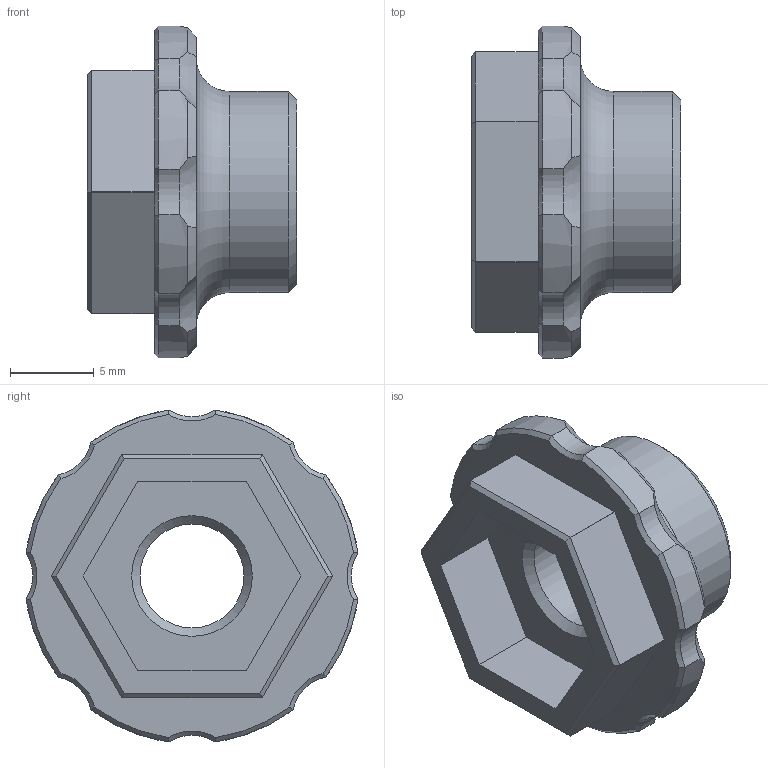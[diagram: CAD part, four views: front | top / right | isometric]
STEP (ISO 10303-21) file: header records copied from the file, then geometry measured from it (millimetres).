
FILE_DESCRIPTION(/* description */ ('Unknown'),/* implementation_level */ '2;1');
FILE_NAME(/* name */ 'filmDigitizer_135_filmCarrier_1_4-20_hexHead_bottomCap_short_V2',/* time_stamp */ '2024-05-09T15:22:16-04:00',/* author */ ('Unknown'),/* organization */ ('Unknown'),/* preprocessor_version */ 'ST-DEVELOPER v18.1',/* originating_system */ 'Solid Edge',/* authorisation */ 'Unknown');
FILE_SCHEMA (('AUTOMOTIVE_DESIGN {1 0 10303 214 3 1 1}'));
Length unit declared in the file: millimetre
Products named in the file (2): filmDigitizer_135_filmCarrier_V2; 1_4-20_hexHead_bottomCap_short
Assembly tree (1 placements, depth 2):
  filmDigitizer_135_filmCarrier_V2
    1_4-20_hexHead_bottomCap_short
Bounding box: 12.5 x 19.81 x 19.81 mm (x, y, z)
Volume: 1483.7 mm3; surface area: 1365.5 mm2
Topology: 1 solids, 1 shells, 83 faces, 217 edges, 139 vertices
Faces by surface type: cone 35, cylinder 24, plane 23, torus 1
Full cylindrical faces by diameter (mm): 6.2 x1, 12 x1
Entity records: 2609 total; most frequent: CARTESIAN_POINT 573, DIRECTION 420, ORIENTED_EDGE 416, EDGE_CURVE 208, AXIS2_PLACEMENT_3D 175, VERTEX_POINT 136, EDGE_LOOP 94, FACE_BOUND 94
